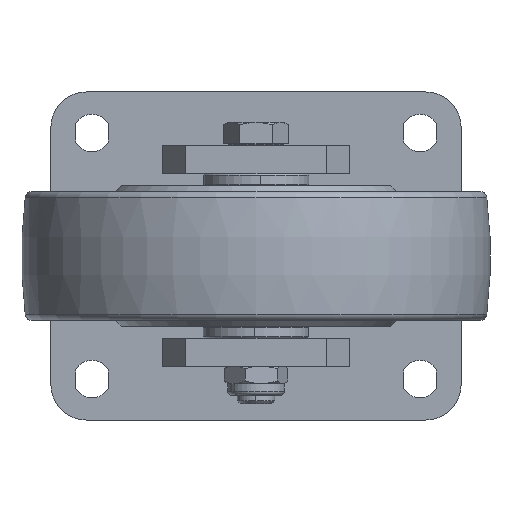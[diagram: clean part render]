
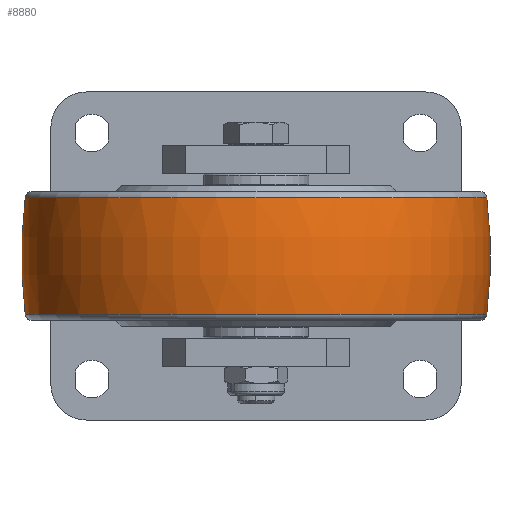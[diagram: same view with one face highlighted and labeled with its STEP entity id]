
A CAD part, front view. The second image highlights one B-rep face of the part: STEP entity #8880.
In plain terms, the highlighted toroidal (fillet/blend) face has major radius 100 mm and minor radius 200 mm.
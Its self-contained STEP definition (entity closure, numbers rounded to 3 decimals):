
#861 = EDGE_CURVE ( 'NONE', #2745, #12729, #5934, .T. ) ;
#954 = CARTESIAN_POINT ( 'NONE',  ( 0., -155., 0. ) ) ;
#1182 = DIRECTION ( 'NONE',  ( 0., -1., 0. ) ) ;
#1371 = CARTESIAN_POINT ( 'NONE',  ( 0., -155., 24.873 ) ) ;
#1501 = DIRECTION ( 'NONE',  ( 1., 0., 0. ) ) ;
#1803 = CARTESIAN_POINT ( 'NONE',  ( -100., -155., 0. ) ) ;
#2597 = DIRECTION ( 'NONE',  ( 0., 0., -1. ) ) ;
#2745 = VERTEX_POINT ( 'NONE', #4613 ) ;
#3019 = DIRECTION ( 'NONE',  ( -1., 0., 0. ) ) ;
#3065 = DIRECTION ( 'NONE',  ( 1., 0., 0. ) ) ;
#3212 = ORIENTED_EDGE ( 'NONE', *, *, #861, .T. ) ;
#3641 = VERTEX_POINT ( 'NONE', #4785 ) ;
#3722 = AXIS2_PLACEMENT_3D ( 'NONE', #954, #4860, #11789 ) ;
#3875 = AXIS2_PLACEMENT_3D ( 'NONE', #1371, #2597, #1501 ) ;
#3921 = ORIENTED_EDGE ( 'NONE', *, *, #5614, .F. ) ;
#3944 = CARTESIAN_POINT ( 'NONE',  ( 98.447, -155., -24.873 ) ) ;
#4251 = CARTESIAN_POINT ( 'NONE',  ( 100., -155., 0. ) ) ;
#4613 = CARTESIAN_POINT ( 'NONE',  ( 98.447, -155., 24.873 ) ) ;
#4785 = CARTESIAN_POINT ( 'NONE',  ( -98.447, -155., -24.873 ) ) ;
#4860 = DIRECTION ( 'NONE',  ( 0., 0., -1. ) ) ;
#5105 = CARTESIAN_POINT ( 'NONE',  ( 0., -155., -24.873 ) ) ;
#5614 = EDGE_CURVE ( 'NONE', #2745, #9965, #9108, .T. ) ;
#5934 = CIRCLE ( 'NONE', #3875, 98.447 ) ;
#6443 = CARTESIAN_POINT ( 'NONE',  ( -98.447, -155., 24.873 ) ) ;
#6596 = AXIS2_PLACEMENT_3D ( 'NONE', #5105, #7973, #3019 ) ;
#7353 = EDGE_CURVE ( 'NONE', #3641, #9965, #8664, .T. ) ;
#7973 = DIRECTION ( 'NONE',  ( 0., 0., 1. ) ) ;
#8100 = CIRCLE ( 'NONE', #9747, 200. ) ;
#8664 = CIRCLE ( 'NONE', #6596, 98.447 ) ;
#8880 = ADVANCED_FACE ( 'NONE', ( #11913 ), #10755, .T. ) ;
#8903 = AXIS2_PLACEMENT_3D ( 'NONE', #1803, #9481, #10602 ) ;
#9108 = CIRCLE ( 'NONE', #8903, 200. ) ;
#9376 = EDGE_CURVE ( 'NONE', #12729, #3641, #8100, .T. ) ;
#9481 = DIRECTION ( 'NONE',  ( 0., 1., 0. ) ) ;
#9747 = AXIS2_PLACEMENT_3D ( 'NONE', #4251, #1182, #3065 ) ;
#9965 = VERTEX_POINT ( 'NONE', #3944 ) ;
#10602 = DIRECTION ( 'NONE',  ( 0., 0., 1. ) ) ;
#10755 = TOROIDAL_SURFACE ( 'NONE', #3722, -100., 200. ) ;
#11789 = DIRECTION ( 'NONE',  ( 1., 0., 0. ) ) ;
#11913 = FACE_OUTER_BOUND ( 'NONE', #12169, .T. ) ;
#12046 = ORIENTED_EDGE ( 'NONE', *, *, #9376, .T. ) ;
#12169 = EDGE_LOOP ( 'NONE', ( #3212, #12046, #12756, #3921 ) ) ;
#12729 = VERTEX_POINT ( 'NONE', #6443 ) ;
#12756 = ORIENTED_EDGE ( 'NONE', *, *, #7353, .T. ) ;
